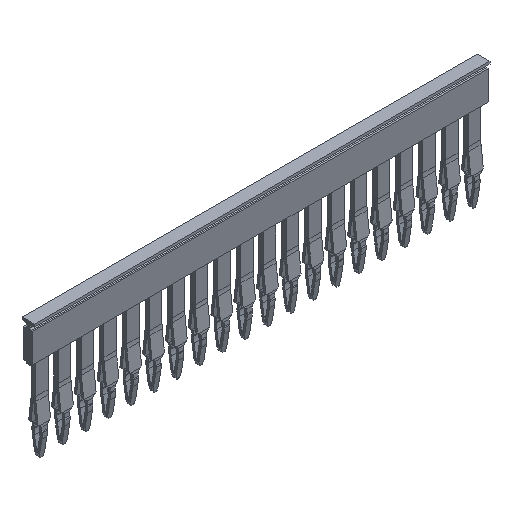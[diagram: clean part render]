
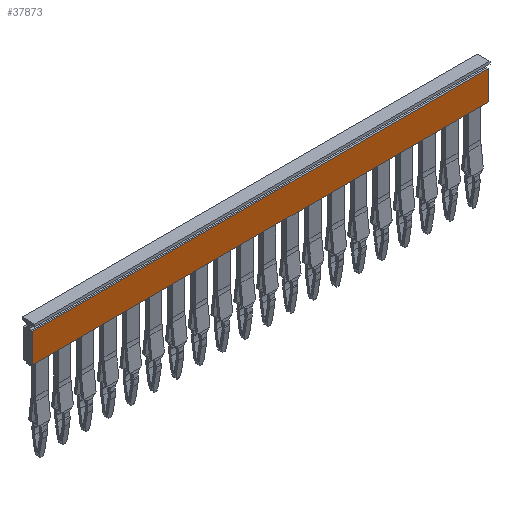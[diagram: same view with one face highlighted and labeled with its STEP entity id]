
A CAD part, isometric view. The second image highlights one B-rep face of the part: STEP entity #37873.
In plain terms, the highlighted planar face has unit normal (0, -1, 0).
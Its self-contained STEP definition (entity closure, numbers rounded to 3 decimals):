
#37860=AXIS2_PLACEMENT_3D('Plane Axis2P3D',#37857,#37858,#37859) ;
#37377=CARTESIAN_POINT('Vertex',(0.,0.4,26.012)) ;
#37380=CARTESIAN_POINT('Line Origine',(51.,0.4,26.012)) ;
#37384=CARTESIAN_POINT('Vertex',(102.,0.4,26.012)) ;
#37771=CARTESIAN_POINT('Line Origine',(51.,0.4,19.512)) ;
#37775=CARTESIAN_POINT('Vertex',(0.,0.4,19.512)) ;
#37777=CARTESIAN_POINT('Vertex',(102.,0.4,19.512)) ;
#37811=CARTESIAN_POINT('Line Origine',(0.,0.4,22.762)) ;
#37857=CARTESIAN_POINT('Axis2P3D Location',(2.55,0.4,5.622)) ;
#37862=CARTESIAN_POINT('Line Origine',(102.,0.4,22.762)) ;
#37381=DIRECTION('Vector Direction',(-1.,0.,0.)) ;
#37772=DIRECTION('Vector Direction',(-1.,0.,0.)) ;
#37812=DIRECTION('Vector Direction',(0.,0.,-1.)) ;
#37858=DIRECTION('Axis2P3D Direction',(0.,-1.,0.)) ;
#37859=DIRECTION('Axis2P3D XDirection',(0.,0.,1.)) ;
#37863=DIRECTION('Vector Direction',(0.,0.,1.)) ;
#37382=VECTOR('Line Direction',#37381,1.) ;
#37773=VECTOR('Line Direction',#37772,1.) ;
#37813=VECTOR('Line Direction',#37812,1.) ;
#37864=VECTOR('Line Direction',#37863,1.) ;
#37868=ORIENTED_EDGE('',*,*,#37866,.T.) ;
#37869=ORIENTED_EDGE('',*,*,#37386,.T.) ;
#37870=ORIENTED_EDGE('',*,*,#37815,.T.) ;
#37871=ORIENTED_EDGE('',*,*,#37779,.T.) ;
#37873=ADVANCED_FACE('Kunststoff',(#37872),#37861,.T.) ;
#37386=EDGE_CURVE('',#37385,#37378,#37383,.T.) ;
#37779=EDGE_CURVE('',#37776,#37778,#37774,.F.) ;
#37815=EDGE_CURVE('',#37378,#37776,#37814,.T.) ;
#37866=EDGE_CURVE('',#37778,#37385,#37865,.T.) ;
#37867=EDGE_LOOP('',(#37868,#37869,#37870,#37871)) ;
#37872=FACE_OUTER_BOUND('',#37867,.T.) ;
#37383=LINE('Line',#37380,#37382) ;
#37774=LINE('Line',#37771,#37773) ;
#37814=LINE('Line',#37811,#37813) ;
#37865=LINE('Line',#37862,#37864) ;
#37861=PLANE('',#37860) ;
#37378=VERTEX_POINT('',#37377) ;
#37385=VERTEX_POINT('',#37384) ;
#37776=VERTEX_POINT('',#37775) ;
#37778=VERTEX_POINT('',#37777) ;
